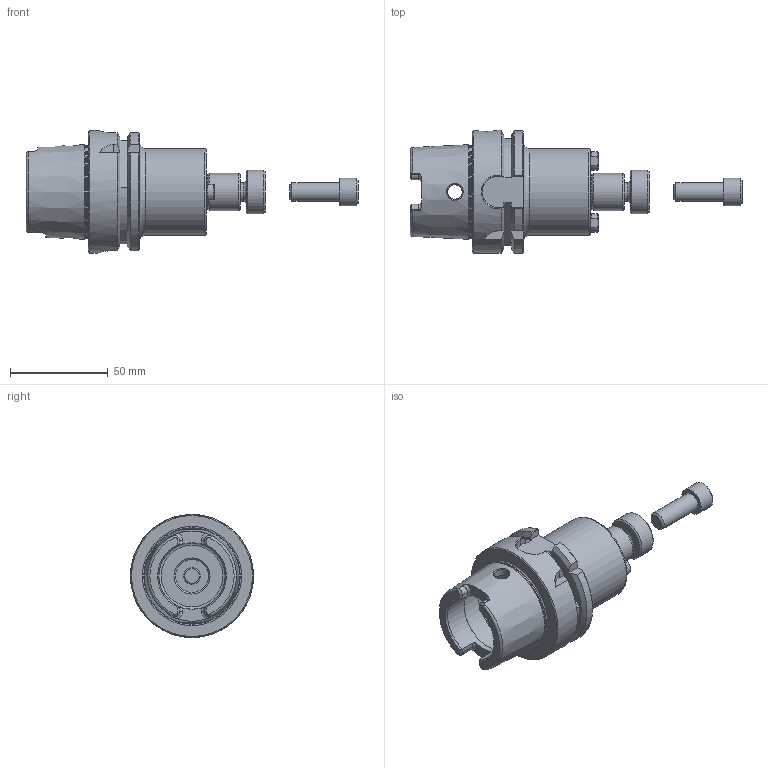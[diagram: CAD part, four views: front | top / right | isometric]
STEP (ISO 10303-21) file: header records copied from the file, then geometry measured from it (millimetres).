
FILE_DESCRIPTION((''),'2;1');
FILE_NAME('H63-75SM2.stp','2014-08-26T14:11:43',('kaykin'),(''),'Autodesk Inventor 2012','Autodesk Inventor 2012','');
FILE_SCHEMA(('AUTOMOTIVE_DESIGN { 1 0 10303 214 1 1 1 1 }'));
Length unit declared in the file: inch
Products named in the file (5): H63-75SM2; 75KY; 75LS; 028-192
Assembly tree (5 placements, depth 2):
  H63-75SM2
    H63-75SM2
    75KY  x2
    75LS
    028-192
Bounding box: 170.02 x 63 x 63 mm (x, y, z)
Volume: 143937.8 mm3; surface area: 34904.3 mm2
Topology: 5 solids, 5 shells, 222 faces, 534 edges, 336 vertices
Faces by surface type: plane 87, cylinder 56, cone 51, torus 17, bspline 11
Full cylindrical faces by diameter (mm): 2.146 x2, 6.35 x1, 7.417 x2, 7.5 x2, 7.62 x2, 7.925 x2, 8.077 x2, 8.382 x1, 8.4 x1, 9.525 x2, 10 x1, 10.922 x1, 14.122 x1, 16.916 x1, 17.516 x1, 19.016 x1, 19.04 x1, 22.352 x1, 34 x2, 40 x1, 44.45 x1, 48.041 x1, 63 x1
Entity records: 6371 total; most frequent: CARTESIAN_POINT 1964, DIRECTION 853, ORIENTED_EDGE 822, EDGE_CURVE 411, AXIS2_PLACEMENT_3D 355, VERTEX_POINT 292, EDGE_LOOP 289, FACE_OUTER_BOUND 204
